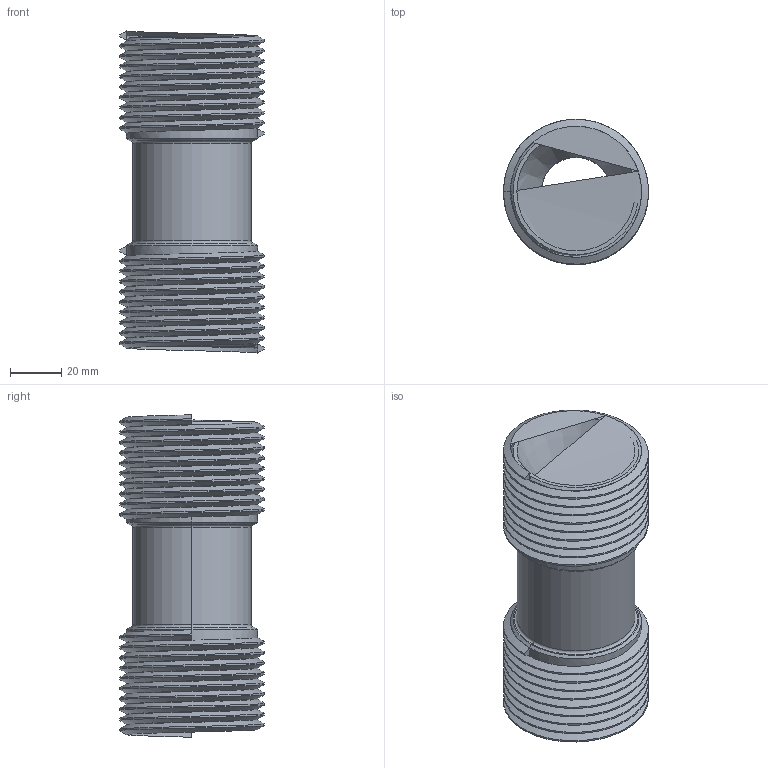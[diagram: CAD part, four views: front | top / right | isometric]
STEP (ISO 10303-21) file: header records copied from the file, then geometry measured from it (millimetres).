
FILE_DESCRIPTION (( 'STEP AP214' ), '1' );
FILE_NAME ('Main01.STEP', '2023-11-20T16:43:58', ( 'andrew' ), ( '' ), 'SwSTEP 2.0', 'SolidWorks 2023', '' );
FILE_SCHEMA (( 'AUTOMOTIVE_DESIGN' ));
Length unit declared in the file: millimetre
Products named in the file (1): Main01
Bounding box: 56.41 x 56.41 x 125.5 mm (x, y, z)
Volume: 165657.3 mm3; surface area: 42760 mm2
Topology: 1 solids, 1 shells, 76 faces, 190 edges, 118 vertices
Faces by surface type: cylinder 44, cone 12, plane 8, bspline 8, torus 4
Entity records: 8581 total; most frequent: CARTESIAN_POINT 7021, ORIENTED_EDGE 380, DIRECTION 266, EDGE_CURVE 190, VERTEX_POINT 118, AXIS2_PLACEMENT_3D 101, EDGE_LOOP 80, FACE_OUTER_BOUND 76
